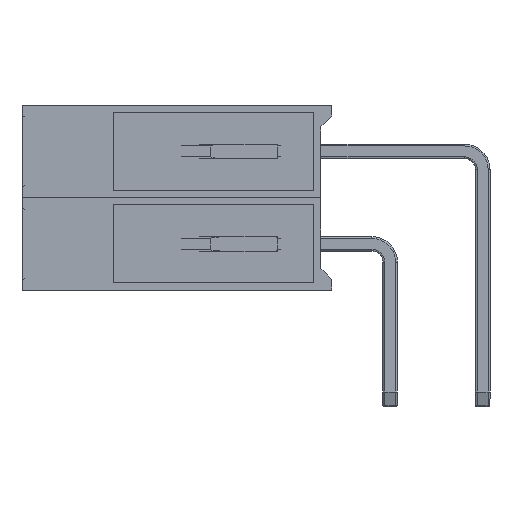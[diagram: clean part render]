
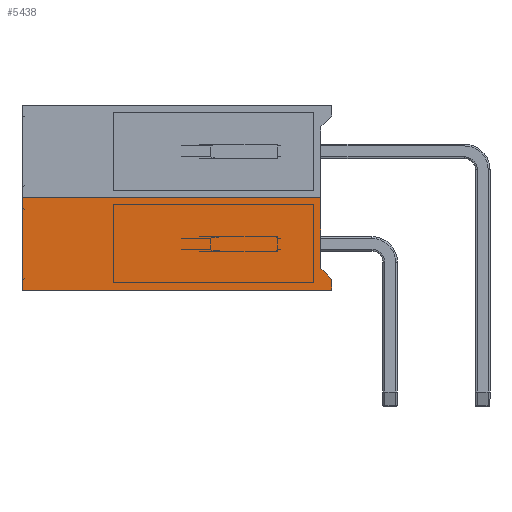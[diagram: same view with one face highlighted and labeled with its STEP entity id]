
A CAD part, left-side view. The second image highlights one B-rep face of the part: STEP entity #5438.
In plain terms, the highlighted planar face has unit normal (-1, 0, 0).
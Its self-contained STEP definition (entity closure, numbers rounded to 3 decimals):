
#403=PLANE('',#6017);
#654=FACE_OUTER_BOUND('',#981,.T.);
#981=EDGE_LOOP('',(#4159,#4160,#4161,#4162,#4163,#4164));
#1343=LINE('',#9101,#1727);
#1347=LINE('',#9108,#1731);
#1358=LINE('',#9132,#1742);
#1361=LINE('',#9138,#1745);
#1362=LINE('',#9140,#1746);
#1363=LINE('',#9141,#1747);
#1727=VECTOR('',#7294,10.);
#1731=VECTOR('',#7300,10.);
#1742=VECTOR('',#7323,10.);
#1745=VECTOR('',#7328,10.);
#1746=VECTOR('',#7329,10.);
#1747=VECTOR('',#7330,10.);
#2431=VERTEX_POINT('',#9098);
#2432=VERTEX_POINT('',#9100);
#2434=VERTEX_POINT('',#9106);
#2441=VERTEX_POINT('',#9131);
#2443=VERTEX_POINT('',#9137);
#2444=VERTEX_POINT('',#9139);
#3015=EDGE_CURVE('',#2431,#2432,#1343,.T.);
#3019=EDGE_CURVE('',#2431,#2434,#1347,.T.);
#3032=EDGE_CURVE('',#2441,#2432,#1358,.T.);
#3035=EDGE_CURVE('',#2434,#2443,#1361,.T.);
#3036=EDGE_CURVE('',#2444,#2443,#1362,.T.);
#3037=EDGE_CURVE('',#2441,#2444,#1363,.T.);
#4159=ORIENTED_EDGE('',*,*,#3019,.T.);
#4160=ORIENTED_EDGE('',*,*,#3035,.T.);
#4161=ORIENTED_EDGE('',*,*,#3036,.F.);
#4162=ORIENTED_EDGE('',*,*,#3037,.F.);
#4163=ORIENTED_EDGE('',*,*,#3032,.T.);
#4164=ORIENTED_EDGE('',*,*,#3015,.F.);
#5438=ADVANCED_FACE('',(#654),#403,.T.);
#6017=AXIS2_PLACEMENT_3D('',#9136,#7326,#7327);
#7294=DIRECTION('',(0.,-0.707,-0.707));
#7300=DIRECTION('',(0.,0.,1.));
#7323=DIRECTION('',(0.,0.,1.));
#7326=DIRECTION('center_axis',(-1.,0.,0.));
#7327=DIRECTION('ref_axis',(0.,0.,
1.));
#7328=DIRECTION('',(0.,1.,0.));
#7329=DIRECTION('',(0.,0.,1.));
#7330=DIRECTION('',(0.,1.,0.));
#9098=CARTESIAN_POINT('',(-1.27,1.9,0.6));
#9100=CARTESIAN_POINT('',(-1.27,1.6,0.3));
#9101=CARTESIAN_POINT('',(-1.27,1.6,0.3));
#9106=CARTESIAN_POINT('',(-1.27,1.9,2.54));
#9108=CARTESIAN_POINT('',(-1.27,1.9,0.635));
#9131=CARTESIAN_POINT('',(-1.27,1.6,0.));
#9132=CARTESIAN_POINT('',(-1.27,1.6,0.));
#9136=CARTESIAN_POINT('Origin',(-1.27,1.6,0.));
#9137=CARTESIAN_POINT('',(-1.27,10.1,2.54));
#9138=CARTESIAN_POINT('',(-1.27,1.6,2.54));
#9139=CARTESIAN_POINT('',(-1.27,10.1,0.));
#9140=CARTESIAN_POINT('',(-1.27,10.1,0.));
#9141=CARTESIAN_POINT('',(-1.27,1.6,0.));
